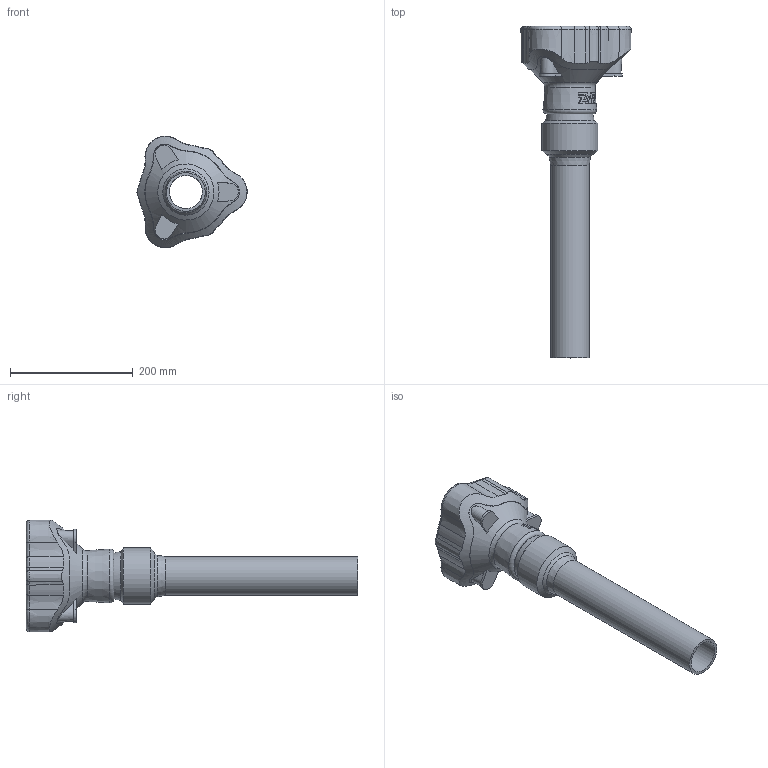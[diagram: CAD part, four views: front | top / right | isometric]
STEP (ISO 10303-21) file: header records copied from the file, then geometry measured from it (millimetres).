
FILE_DESCRIPTION (( 'STEP AP203' ), '1' );
FILE_NAME ('O_635_DN050_063mm_AA1_step.step', '2016-10-13T07:34:02', ( 'Windows User' ), ( 'AVK' ), 'SwSTEP 2.0', 'SolidWorks 2012', '' );
FILE_SCHEMA (( 'CONFIG_CONTROL_DESIGN' ));
Length unit declared in the file: millimetre
Products named in the file (1): O_635_DN050_063mm_AA1_step
Bounding box: 179.59 x 540.51 x 181.72 mm (x, y, z)
Volume: 2195244.8 mm3; surface area: 269754.9 mm2
Topology: 1 solids, 1 shells, 253 faces, 687 edges, 448 vertices
Faces by surface type: plane 89, cylinder 84, cone 39, torus 26, bspline 15
Full cylindrical faces by diameter (mm): 54 x1, 63 x1, 91.5 x1
Entity records: 10335 total; most frequent: CARTESIAN_POINT 4834, ORIENTED_EDGE 1336, DIRECTION 866, EDGE_CURVE 668, VERTEX_POINT 442, AXIS2_PLACEMENT_3D 303, EDGE_LOOP 280, LINE 260
